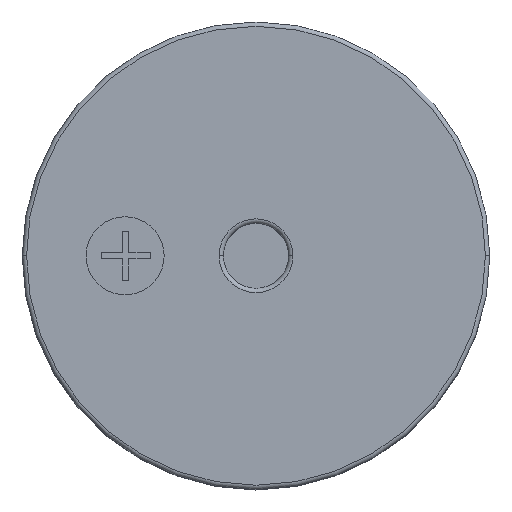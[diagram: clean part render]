
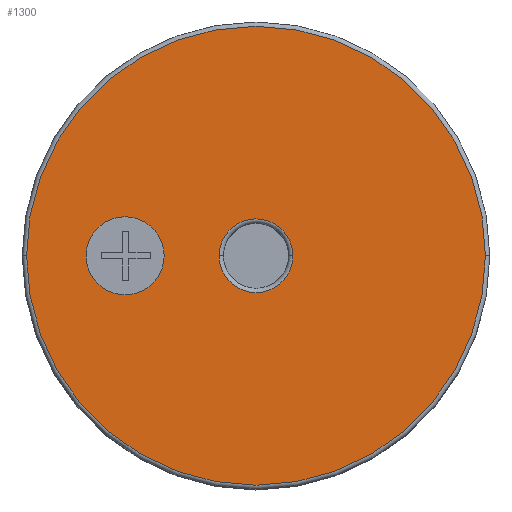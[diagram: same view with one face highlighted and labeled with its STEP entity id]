
A CAD part, top view. The second image highlights one B-rep face of the part: STEP entity #1300.
In plain terms, the highlighted planar face has unit normal (0, 0, 1).
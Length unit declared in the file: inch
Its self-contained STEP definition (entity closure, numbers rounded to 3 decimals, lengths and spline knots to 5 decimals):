
#46 = EDGE_CURVE ( 'NONE', #1290, #99, #517, .T. ) ;
#73 = DIRECTION ( 'NONE',  ( 1., 0., 0. ) ) ;
#89 = EDGE_CURVE ( 'NONE', #605, #314, #629, .T. ) ;
#91 = CARTESIAN_POINT ( 'NONE',  ( -0.2645, 0., 0.299 ) ) ;
#99 = VERTEX_POINT ( 'NONE', #1159 ) ;
#133 = DIRECTION ( 'NONE',  ( 0., 0., 1. ) ) ;
#142 = DIRECTION ( 'NONE',  ( 1., 0., 0. ) ) ;
#170 = VERTEX_POINT ( 'NONE', #902 ) ;
#229 = CIRCLE ( 'NONE', #655, 0.045 ) ;
#237 = FACE_BOUND ( 'NONE', #304, .T. ) ;
#246 = CIRCLE ( 'NONE', #271, 0.2645 ) ;
#255 = CIRCLE ( 'NONE', #330, 0.0425 ) ;
#256 = CARTESIAN_POINT ( 'NONE',  ( 0., 0., 0.299 ) ) ;
#269 = DIRECTION ( 'NONE',  ( 0., 0., -1. ) ) ;
#271 = AXIS2_PLACEMENT_3D ( 'NONE', #256, #133, #1022 ) ;
#304 = EDGE_LOOP ( 'NONE', ( #645, #1095 ) ) ;
#314 = VERTEX_POINT ( 'NONE', #1323 ) ;
#326 = CARTESIAN_POINT ( 'NONE',  ( 0., 0., 0.299 ) ) ;
#330 = AXIS2_PLACEMENT_3D ( 'NONE', #1445, #269, #1462 ) ;
#332 = CIRCLE ( 'NONE', #656, 0.2645 ) ;
#344 = EDGE_CURVE ( 'NONE', #99, #1290, #229, .T. ) ;
#401 = EDGE_LOOP ( 'NONE', ( #1067, #1318 ) ) ;
#447 = DIRECTION ( 'NONE',  ( 1., 0., 0. ) ) ;
#451 = CARTESIAN_POINT ( 'NONE',  ( -0.15089, 0., 0.299 ) ) ;
#474 = DIRECTION ( 'NONE',  ( 0., 0., 1. ) ) ;
#484 = EDGE_LOOP ( 'NONE', ( #888, #893 ) ) ;
#517 = CIRCLE ( 'NONE', #1086, 0.045 ) ;
#554 = DIRECTION ( 'NONE',  ( 0., 0., 1. ) ) ;
#602 = CARTESIAN_POINT ( 'NONE',  ( 0., 0., 0.299 ) ) ;
#605 = VERTEX_POINT ( 'NONE', #1549 ) ;
#629 = CIRCLE ( 'NONE', #1543, 0.0425 ) ;
#645 = ORIENTED_EDGE ( 'NONE', *, *, #46, .F. ) ;
#655 = AXIS2_PLACEMENT_3D ( 'NONE', #451, #1083, #1474 ) ;
#656 = AXIS2_PLACEMENT_3D ( 'NONE', #602, #474, #894 ) ;
#673 = AXIS2_PLACEMENT_3D ( 'NONE', #877, #1391, #142 ) ;
#722 = EDGE_CURVE ( 'NONE', #314, #605, #255, .T. ) ;
#877 = CARTESIAN_POINT ( 'NONE',  ( 0., 0., 0.299 ) ) ;
#880 = VERTEX_POINT ( 'NONE', #91 ) ;
#888 = ORIENTED_EDGE ( 'NONE', *, *, #1313, .T. ) ;
#893 = ORIENTED_EDGE ( 'NONE', *, *, #915, .T. ) ;
#894 = DIRECTION ( 'NONE',  ( 1., 0., 0. ) ) ;
#902 = CARTESIAN_POINT ( 'NONE',  ( 0.2645, 0., 0.299 ) ) ;
#915 = EDGE_CURVE ( 'NONE', #880, #170, #332, .T. ) ;
#969 = CARTESIAN_POINT ( 'NONE',  ( -0.10589, 0., 0.299 ) ) ;
#1006 = FACE_OUTER_BOUND ( 'NONE', #484, .T. ) ;
#1022 = DIRECTION ( 'NONE',  ( 1., 0., 0. ) ) ;
#1067 = ORIENTED_EDGE ( 'NONE', *, *, #722, .T. ) ;
#1083 = DIRECTION ( 'NONE',  ( 0., 0., 1. ) ) ;
#1086 = AXIS2_PLACEMENT_3D ( 'NONE', #1202, #554, #447 ) ;
#1095 = ORIENTED_EDGE ( 'NONE', *, *, #344, .F. ) ;
#1152 = FACE_BOUND ( 'NONE', #401, .T. ) ;
#1159 = CARTESIAN_POINT ( 'NONE',  ( -0.19589, 0., 0.299 ) ) ;
#1202 = CARTESIAN_POINT ( 'NONE',  ( -0.15089, 0., 0.299 ) ) ;
#1290 = VERTEX_POINT ( 'NONE', #969 ) ;
#1300 = ADVANCED_FACE ( 'NONE', ( #237, #1006, #1152 ), #1409, .T. ) ;
#1313 = EDGE_CURVE ( 'NONE', #170, #880, #246, .T. ) ;
#1318 = ORIENTED_EDGE ( 'NONE', *, *, #89, .T. ) ;
#1323 = CARTESIAN_POINT ( 'NONE',  ( 0.0425, 0., 0.299 ) ) ;
#1371 = DIRECTION ( 'NONE',  ( 0., 0., -1. ) ) ;
#1391 = DIRECTION ( 'NONE',  ( 0., 0., 1. ) ) ;
#1409 = PLANE ( 'NONE',  #673 ) ;
#1445 = CARTESIAN_POINT ( 'NONE',  ( 0., 0., 0.299 ) ) ;
#1462 = DIRECTION ( 'NONE',  ( 1., 0., 0. ) ) ;
#1474 = DIRECTION ( 'NONE',  ( 1., 0., 0. ) ) ;
#1543 = AXIS2_PLACEMENT_3D ( 'NONE', #326, #1371, #73 ) ;
#1549 = CARTESIAN_POINT ( 'NONE',  ( -0.0425, 0., 0.299 ) ) ;
